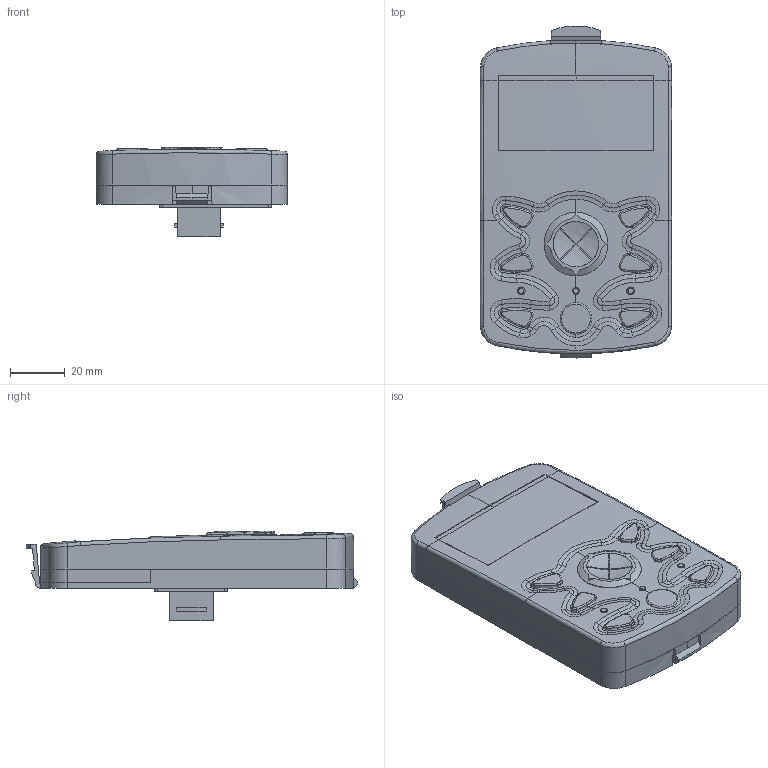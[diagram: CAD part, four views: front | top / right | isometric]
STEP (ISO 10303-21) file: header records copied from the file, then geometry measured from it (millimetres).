
FILE_DESCRIPTION (( 'STEP AP214' ), '1' );
FILE_NAME ('ACN-LCD - Coord.STEP', '2021-03-10T16:39:47', ( '' ), ( '' ), 'SwSTEP 2.0', 'SolidWorks 2017', '' );
FILE_SCHEMA (( 'AUTOMOTIVE_DESIGN' ));
Length unit declared in the file: inch
Products named in the file (1): ACN-LCD - Coord
Bounding box: 70.02 x 121.55 x 32.88 mm (x, y, z)
Volume: 143201.1 mm3; surface area: 69622.8 mm2
Topology: 21 solids, 21 shells, 1184 faces, 2975 edges, 1894 vertices
Faces by surface type: plane 527, cylinder 320, bspline 171, cone 152, torus 14
Entity records: 45473 total; most frequent: CARTESIAN_POINT 18614, ORIENTED_EDGE 5938, DIRECTION 4892, EDGE_CURVE 2969, VERTEX_POINT 1894, AXIS2_PLACEMENT_3D 1740, VECTOR 1412, LINE 1412
